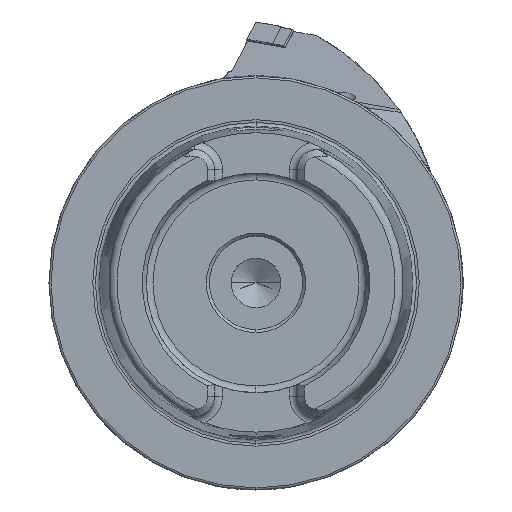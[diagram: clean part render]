
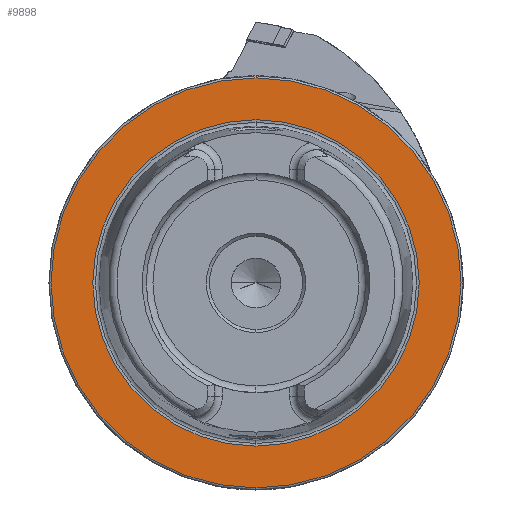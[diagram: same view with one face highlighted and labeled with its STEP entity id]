
A CAD part, left-side view. The second image highlights one B-rep face of the part: STEP entity #9898.
In plain terms, the highlighted planar face has unit normal (-1, 0, 0).
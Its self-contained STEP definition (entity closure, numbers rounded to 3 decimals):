
#676 = VERTEX_POINT ( 'NONE', #11389 ) ;
#1271 = CARTESIAN_POINT ( 'NONE',  ( 0., 0., 0. ) ) ;
#1564 = DIRECTION ( 'NONE',  ( 1., 0., 0. ) ) ;
#2161 = ORIENTED_EDGE ( 'NONE', *, *, #14909, .F. ) ;
#2826 = EDGE_LOOP ( 'NONE', ( #2161, #13909 ) ) ;
#3339 = CARTESIAN_POINT ( 'NONE',  ( 0., 0., 0. ) ) ;
#3988 = CIRCLE ( 'NONE', #13816, 49.5 ) ;
#5960 = CARTESIAN_POINT ( 'NONE',  ( 0., 49.5, 0. ) ) ;
#6080 = VERTEX_POINT ( 'NONE', #21731 ) ;
#6445 = DIRECTION ( 'NONE',  ( -1., 0., 0. ) ) ;
#6589 = AXIS2_PLACEMENT_3D ( 'NONE', #3339, #17902, #10620 ) ;
#8097 = VERTEX_POINT ( 'NONE', #22812 ) ;
#8408 = DIRECTION ( 'NONE',  ( 0., 0., 1. ) ) ;
#9159 = CARTESIAN_POINT ( 'NONE',  ( 0., 0., 0. ) ) ;
#9403 = DIRECTION ( 'NONE',  ( -1., 0., 0. ) ) ;
#9898 = ADVANCED_FACE ( 'NONE', ( #11178, #24047 ), #22185, .F. ) ;
#10498 = CIRCLE ( 'NONE', #14027, 39.405 ) ;
#10620 = DIRECTION ( 'NONE',  ( 0., 0., 1. ) ) ;
#10989 = CARTESIAN_POINT ( 'NONE',  ( 0., 0., -39.405 ) ) ;
#11178 = FACE_BOUND ( 'NONE', #2826, .T. ) ;
#11251 = DIRECTION ( 'NONE',  ( 0., 0., 1. ) ) ;
#11389 = CARTESIAN_POINT ( 'NONE',  ( 0., 0., -49.5 ) ) ;
#11974 = ORIENTED_EDGE ( 'NONE', *, *, #12713, .T. ) ;
#12713 = EDGE_CURVE ( 'NONE', #8097, #676, #13954, .T. ) ;
#13560 = AXIS2_PLACEMENT_3D ( 'NONE', #1271, #6445, #8408 ) ;
#13816 = AXIS2_PLACEMENT_3D ( 'NONE', #9159, #9403, #11251 ) ;
#13909 = ORIENTED_EDGE ( 'NONE', *, *, #15975, .F. ) ;
#13954 = CIRCLE ( 'NONE', #13560, 49.5 ) ;
#14027 = AXIS2_PLACEMENT_3D ( 'NONE', #21122, #21000, #15801 ) ;
#14325 = AXIS2_PLACEMENT_3D ( 'NONE', #5960, #1564, #20568 ) ;
#14909 = EDGE_CURVE ( 'NONE', #6080, #16844, #10498, .T. ) ;
#15801 = DIRECTION ( 'NONE',  ( 0., 0., 1. ) ) ;
#15975 = EDGE_CURVE ( 'NONE', #16844, #6080, #21583, .T. ) ;
#16075 = EDGE_LOOP ( 'NONE', ( #11974, #22106 ) ) ;
#16844 = VERTEX_POINT ( 'NONE', #10989 ) ;
#17902 = DIRECTION ( 'NONE',  ( -1., 0., 0. ) ) ;
#20568 = DIRECTION ( 'NONE',  ( 0., 0., -1. ) ) ;
#21000 = DIRECTION ( 'NONE',  ( -1., 0., 0. ) ) ;
#21122 = CARTESIAN_POINT ( 'NONE',  ( 0., 0., 0. ) ) ;
#21583 = CIRCLE ( 'NONE', #6589, 39.405 ) ;
#21731 = CARTESIAN_POINT ( 'NONE',  ( 0., 0., 39.405 ) ) ;
#22106 = ORIENTED_EDGE ( 'NONE', *, *, #23391, .T. ) ;
#22185 = PLANE ( 'NONE',  #14325 ) ;
#22812 = CARTESIAN_POINT ( 'NONE',  ( 0., 0., 49.5 ) ) ;
#23391 = EDGE_CURVE ( 'NONE', #676, #8097, #3988, .T. ) ;
#24047 = FACE_OUTER_BOUND ( 'NONE', #16075, .T. ) ;
